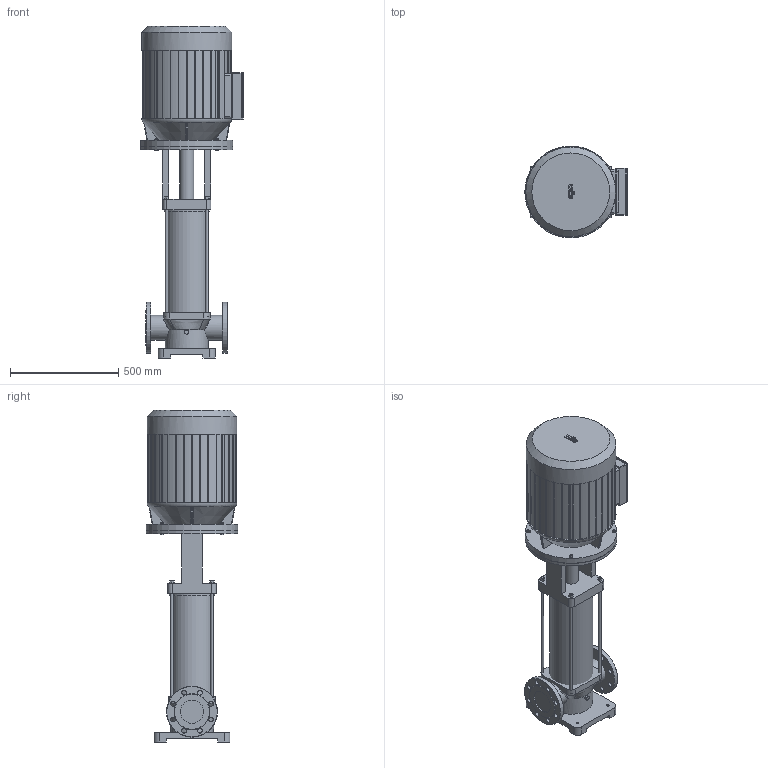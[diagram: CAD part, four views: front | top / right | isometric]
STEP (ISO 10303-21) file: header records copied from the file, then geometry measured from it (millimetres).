
FILE_DESCRIPTION(/* description */ (''),/* implementation_level */ '2;1');
FILE_NAME(/* name */ '3d_MVI9504_1-3_25_E_3-400-50-2-4082570.stp',/* time_stamp */ '2017-01-31T19:59:27+01:00',/* author */ ('Łukasz'),/* organization */ (''),/* preprocessor_version */ 'ST-DEVELOPER v16.1',/* originating_system */ 'AutoCAD Mechanical',/* authorisation */ '');
FILE_SCHEMA (('AUTOMOTIVE_DESIGN { 1 0 10303 214 3 1 1 }'));
Length unit declared in the file: millimetre
Products named in the file (1): Product
Bounding box: 473.5 x 425 x 1535.2 mm (x, y, z)
Volume: 106822045.1 mm3; surface area: 2869717.3 mm2
Topology: 16 solids, 16 shells, 561 faces, 1420 edges, 920 vertices
Faces by surface type: plane 309, cylinder 183, bspline 34, cone 14, torus 13, sphere 8
Full cylindrical faces by diameter (mm): 8 x4, 12 x12, 16 x4, 20 x1, 22 x16, 65 x1, 107.1 x2, 114.3 x2, 199 x2, 209 x1, 235 x2, 415 x1, 425 x2
Entity records: 17639 total; most frequent: CARTESIAN_POINT 4265, DIRECTION 2705, ORIENTED_EDGE 2678, EDGE_CURVE 1339, AXIS2_PLACEMENT_3D 926, VERTEX_POINT 916, LINE 853, VECTOR 853
